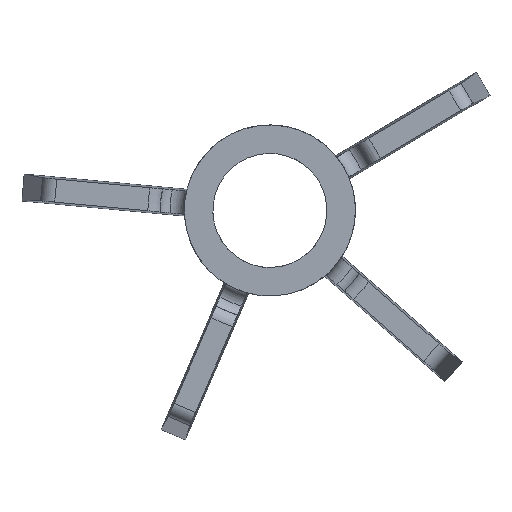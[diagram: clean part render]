
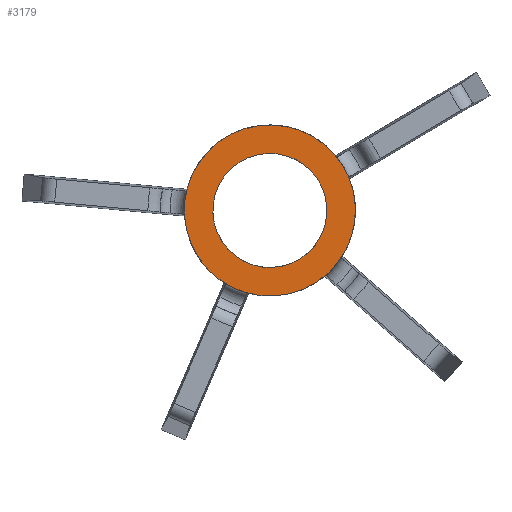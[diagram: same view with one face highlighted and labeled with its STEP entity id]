
A CAD part, front view. The second image highlights one B-rep face of the part: STEP entity #3179.
In plain terms, the highlighted planar face has unit normal (0, -1, 0).
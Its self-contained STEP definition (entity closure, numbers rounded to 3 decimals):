
#3179 = ADVANCED_FACE('',(#3180,#3221),#3195,.T.);
#3180 = FACE_BOUND('',#3181,.T.);
#3181 = EDGE_LOOP('',(#3182,#3206));
#3182 = ORIENTED_EDGE('',*,*,#3183,.T.);
#3183 = EDGE_CURVE('',#3184,#3186,#3188,.T.);
#3184 = VERTEX_POINT('',#3185);
#3185 = CARTESIAN_POINT('',(1782.571,-748.7,1031.24
    ));
#3186 = VERTEX_POINT('',#3187);
#3187 = CARTESIAN_POINT('',(1776.651,-748.7,1030.385
    ));
#3188 = SURFACE_CURVE('',#3189,(#3194),.PCURVE_S1.);
#3189 = CIRCLE('',#3190,3.);
#3190 = AXIS2_PLACEMENT_3D('',#3191,#3192,#3193);
#3191 = CARTESIAN_POINT('',(1779.645,-748.7,1030.58)
  );
#3192 = DIRECTION('',(0.,-1.,0.));
#3193 = DIRECTION('',(0.976,0.,0.22));
#3194 = PCURVE('',#3195,#3200);
#3195 = PLANE('',#3196);
#3196 = AXIS2_PLACEMENT_3D('',#3197,#3198,#3199);
#3197 = CARTESIAN_POINT('',(1779.645,-748.7,1030.58)
  );
#3198 = DIRECTION('',(0.,-1.,0.));
#3199 = DIRECTION('',(0.976,0.,0.22));
#3200 = DEFINITIONAL_REPRESENTATION('',(#3201),#3205);
#3201 = CIRCLE('',#3202,3.);
#3202 = AXIS2_PLACEMENT_2D('',#3203,#3204);
#3203 = CARTESIAN_POINT('',(0.,0.));
#3204 = DIRECTION('',(1.,0.));
#3205 = ( GEOMETRIC_REPRESENTATION_CONTEXT(2) 
PARAMETRIC_REPRESENTATION_CONTEXT() REPRESENTATION_CONTEXT('2D SPACE',''
  ) );
#3206 = ORIENTED_EDGE('',*,*,#3207,.T.);
#3207 = EDGE_CURVE('',#3186,#3184,#3208,.T.);
#3208 = SURFACE_CURVE('',#3209,(#3214),.PCURVE_S1.);
#3209 = CIRCLE('',#3210,3.);
#3210 = AXIS2_PLACEMENT_3D('',#3211,#3212,#3213);
#3211 = CARTESIAN_POINT('',(1779.645,-748.7,1030.58)
  );
#3212 = DIRECTION('',(0.,-1.,0.));
#3213 = DIRECTION('',(0.976,0.,0.22));
#3214 = PCURVE('',#3195,#3215);
#3215 = DEFINITIONAL_REPRESENTATION('',(#3216),#3220);
#3216 = CIRCLE('',#3217,3.);
#3217 = AXIS2_PLACEMENT_2D('',#3218,#3219);
#3218 = CARTESIAN_POINT('',(0.,0.));
#3219 = DIRECTION('',(1.,0.));
#3220 = ( GEOMETRIC_REPRESENTATION_CONTEXT(2) 
PARAMETRIC_REPRESENTATION_CONTEXT() REPRESENTATION_CONTEXT('2D SPACE',''
  ) );
#3221 = FACE_BOUND('',#3222,.T.);
#3222 = EDGE_LOOP('',(#3223,#3242));
#3223 = ORIENTED_EDGE('',*,*,#3224,.F.);
#3224 = EDGE_CURVE('',#3225,#3227,#3229,.T.);
#3225 = VERTEX_POINT('',#3226);
#3226 = CARTESIAN_POINT('',(1781.596,-748.7,1031.02
    ));
#3227 = VERTEX_POINT('',#3228);
#3228 = CARTESIAN_POINT('',(1777.694,-748.7,1030.141)
  );
#3229 = SURFACE_CURVE('',#3230,(#3235),.PCURVE_S1.);
#3230 = CIRCLE('',#3231,2.);
#3231 = AXIS2_PLACEMENT_3D('',#3232,#3233,#3234);
#3232 = CARTESIAN_POINT('',(1779.645,-748.7,1030.58)
  );
#3233 = DIRECTION('',(0.,-1.,0.));
#3234 = DIRECTION('',(0.976,0.,0.22));
#3235 = PCURVE('',#3195,#3236);
#3236 = DEFINITIONAL_REPRESENTATION('',(#3237),#3241);
#3237 = CIRCLE('',#3238,2.);
#3238 = AXIS2_PLACEMENT_2D('',#3239,#3240);
#3239 = CARTESIAN_POINT('',(0.,0.));
#3240 = DIRECTION('',(1.,0.));
#3241 = ( GEOMETRIC_REPRESENTATION_CONTEXT(2) 
PARAMETRIC_REPRESENTATION_CONTEXT() REPRESENTATION_CONTEXT('2D SPACE',''
  ) );
#3242 = ORIENTED_EDGE('',*,*,#3243,.F.);
#3243 = EDGE_CURVE('',#3227,#3225,#3244,.T.);
#3244 = SURFACE_CURVE('',#3245,(#3250),.PCURVE_S1.);
#3245 = CIRCLE('',#3246,2.);
#3246 = AXIS2_PLACEMENT_3D('',#3247,#3248,#3249);
#3247 = CARTESIAN_POINT('',(1779.645,-748.7,1030.58)
  );
#3248 = DIRECTION('',(0.,-1.,0.));
#3249 = DIRECTION('',(0.976,0.,0.22));
#3250 = PCURVE('',#3195,#3251);
#3251 = DEFINITIONAL_REPRESENTATION('',(#3252),#3256);
#3252 = CIRCLE('',#3253,2.);
#3253 = AXIS2_PLACEMENT_2D('',#3254,#3255);
#3254 = CARTESIAN_POINT('',(0.,0.));
#3255 = DIRECTION('',(1.,0.));
#3256 = ( GEOMETRIC_REPRESENTATION_CONTEXT(2) 
PARAMETRIC_REPRESENTATION_CONTEXT() REPRESENTATION_CONTEXT('2D SPACE',''
  ) );
